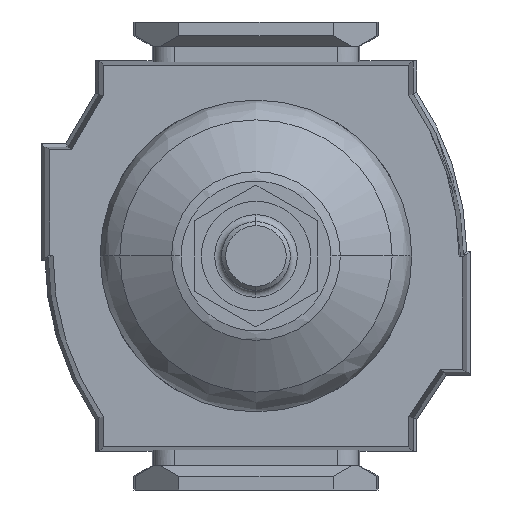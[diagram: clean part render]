
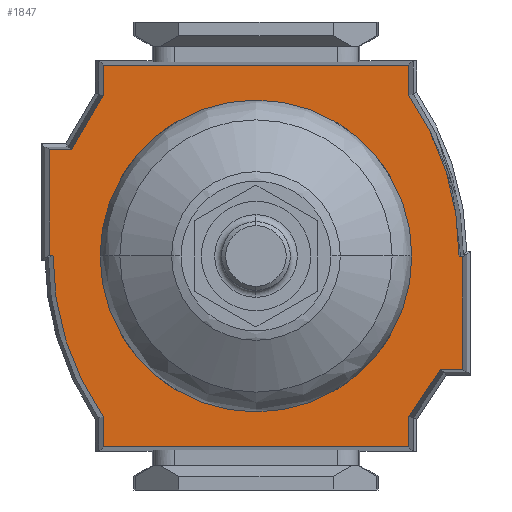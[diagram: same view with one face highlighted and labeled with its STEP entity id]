
A CAD part, front view. The second image highlights one B-rep face of the part: STEP entity #1847.
In plain terms, the highlighted planar face has unit normal (0, -1, 0).
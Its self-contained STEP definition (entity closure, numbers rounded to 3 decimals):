
#12 = VECTOR ( 'NONE', #5495, 1000. ) ;
#13 = DIRECTION ( 'NONE',  ( 0.831, 0., -0.557 ) ) ;
#19 = VECTOR ( 'NONE', #9703, 1000. ) ;
#183 = ORIENTED_EDGE ( 'NONE', *, *, #9453, .F. ) ;
#218 = DIRECTION ( 'NONE',  ( -1., 0., 0. ) ) ;
#236 = EDGE_CURVE ( 'NONE', #6954, #3372, #3958, .T. ) ;
#309 = CARTESIAN_POINT ( 'NONE',  ( 0.1, -38.5, 29.5 ) ) ;
#801 = DIRECTION ( 'NONE',  ( 0., 0., -1. ) ) ;
#818 = CARTESIAN_POINT ( 'NONE',  ( -15.5, -38.5, -30. ) ) ;
#872 = ORIENTED_EDGE ( 'NONE', *, *, #9548, .F. ) ;
#892 = CARTESIAN_POINT ( 'NONE',  ( 16.5, -38.5, 30.005 ) ) ;
#985 = CARTESIAN_POINT ( 'NONE',  ( -0.1, -38.5, -30. ) ) ;
#1026 = CARTESIAN_POINT ( 'NONE',  ( 16.5, -38.5, 30.005 ) ) ;
#1071 = VERTEX_POINT ( 'NONE', #8425 ) ;
#1135 = DIRECTION ( 'NONE',  ( 0., 0., 1. ) ) ;
#1199 = VERTEX_POINT ( 'NONE', #985 ) ;
#1228 = EDGE_CURVE ( 'NONE', #7129, #10467, #5215, .T. ) ;
#1246 = LINE ( 'NONE', #5939, #6243 ) ;
#1322 = LINE ( 'NONE', #2051, #12 ) ;
#1394 = LINE ( 'NONE', #4471, #8127 ) ;
#1415 = VECTOR ( 'NONE', #5764, 1000. ) ;
#1439 = AXIS2_PLACEMENT_3D ( 'NONE', #8333, #6089, #1135 ) ;
#1497 = VECTOR ( 'NONE', #4523, 1000. ) ;
#1707 = ORIENTED_EDGE ( 'NONE', *, *, #1767, .F. ) ;
#1767 = EDGE_CURVE ( 'NONE', #5470, #8658, #9613, .T. ) ;
#1847 = ADVANCED_FACE ( 'NONE', ( #8171 ), #8225, .T. ) ;
#1897 = ORIENTED_EDGE ( 'NONE', *, *, #1228, .F. ) ;
#1912 = LINE ( 'NONE', #8480, #5330 ) ;
#1942 = ORIENTED_EDGE ( 'NONE', *, *, #236, .F. ) ;
#1957 = CARTESIAN_POINT ( 'NONE',  ( 0., -38.5, -11.6 ) ) ;
#1969 = EDGE_CURVE ( 'NONE', #7785, #6954, #1246, .T. ) ;
#2051 = CARTESIAN_POINT ( 'NONE',  ( -0.1, -38.5, -30. ) ) ;
#2097 = CARTESIAN_POINT ( 'NONE',  ( 0., -38.5, 29.5 ) ) ;
#2307 = CARTESIAN_POINT ( 'NONE',  ( -15.502, -38.5, -26.799 ) ) ;
#2545 = VERTEX_POINT ( 'NONE', #8913 ) ;
#2548 = LINE ( 'NONE', #9789, #1415 ) ;
#2605 = DIRECTION ( 'NONE',  ( 1., 0., 0. ) ) ;
#2686 = VECTOR ( 'NONE', #9322, 1000. ) ;
#2703 = EDGE_CURVE ( 'NONE', #9666, #4741, #3514, .T. ) ;
#2705 = DIRECTION ( 'NONE',  ( 0., 1., 0. ) ) ;
#2726 = DIRECTION ( 'NONE',  ( 0., 0., 1. ) ) ;
#2729 = LINE ( 'NONE', #5689, #8277 ) ;
#2760 = VERTEX_POINT ( 'NONE', #4362 ) ;
#2804 = CARTESIAN_POINT ( 'NONE',  ( 0., -38.5, -11.6 ) ) ;
#2837 = ORIENTED_EDGE ( 'NONE', *, *, #7528, .F. ) ;
#2895 = DIRECTION ( 'NONE',  ( 1., 0., 0. ) ) ;
#3039 = EDGE_CURVE ( 'NONE', #4784, #7129, #6777, .T. ) ;
#3046 = LINE ( 'NONE', #6287, #1497 ) ;
#3169 = ORIENTED_EDGE ( 'NONE', *, *, #10248, .F. ) ;
#3174 = CARTESIAN_POINT ( 'NONE',  ( 27.75, -38.5, -22.2 ) ) ;
#3372 = VERTEX_POINT ( 'NONE', #3174 ) ;
#3471 = DIRECTION ( 'NONE',  ( 0., 1., 0. ) ) ;
#3473 = DIRECTION ( 'NONE',  ( 0., 0., -1. ) ) ;
#3514 = LINE ( 'NONE', #1026, #2686 ) ;
#3709 = ORIENTED_EDGE ( 'NONE', *, *, #5312, .F. ) ;
#3812 = CIRCLE ( 'NONE', #1439, 41.1 ) ;
#3958 = LINE ( 'NONE', #5518, #4674 ) ;
#4070 = CARTESIAN_POINT ( 'NONE',  ( -27.75, -38.5, 22.2 ) ) ;
#4128 = CARTESIAN_POINT ( 'NONE',  ( 23.362, -38.5, 22.2 ) ) ;
#4175 = CARTESIAN_POINT ( 'NONE',  ( -28.86, -38.5, 31.2 ) ) ;
#4254 = EDGE_LOOP ( 'NONE', ( #4542, #8281, #1707, #3709, #8387, #2837, #3169, #1942, #4732, #5986, #10224, #9587, #872, #1897, #5521, #183, #4300 ) ) ;
#4282 = LINE ( 'NONE', #5790, #5062 ) ;
#4300 = ORIENTED_EDGE ( 'NONE', *, *, #6138, .F. ) ;
#4362 = CARTESIAN_POINT ( 'NONE',  ( 16.5, -38.5, 26.8 ) ) ;
#4471 = CARTESIAN_POINT ( 'NONE',  ( -23.35, -38.5, -22.2 ) ) ;
#4502 = EDGE_CURVE ( 'NONE', #1071, #1199, #1322, .T. ) ;
#4523 = DIRECTION ( 'NONE',  ( 0., 0., 1. ) ) ;
#4542 = ORIENTED_EDGE ( 'NONE', *, *, #6429, .F. ) ;
#4674 = VECTOR ( 'NONE', #801, 1000. ) ;
#4732 = ORIENTED_EDGE ( 'NONE', *, *, #1969, .F. ) ;
#4741 = VERTEX_POINT ( 'NONE', #892 ) ;
#4769 = VERTEX_POINT ( 'NONE', #5104 ) ;
#4784 = VERTEX_POINT ( 'NONE', #9396 ) ;
#5045 = EDGE_CURVE ( 'NONE', #4741, #2760, #5244, .T. ) ;
#5060 = AXIS2_PLACEMENT_3D ( 'NONE', #4175, #6730, #7423 ) ;
#5062 = VECTOR ( 'NONE', #218, 1000. ) ;
#5104 = CARTESIAN_POINT ( 'NONE',  ( 23.383, -38.5, -22.2 ) ) ;
#5141 = VERTEX_POINT ( 'NONE', #8378 ) ;
#5215 = CIRCLE ( 'NONE', #8438, 41.1 ) ;
#5244 = LINE ( 'NONE', #6084, #8734 ) ;
#5248 = CARTESIAN_POINT ( 'NONE',  ( -15.502, -38.5, -26.799 ) ) ;
#5312 = EDGE_CURVE ( 'NONE', #1199, #5470, #2548, .T. ) ;
#5330 = VECTOR ( 'NONE', #8376, 1000. ) ;
#5425 = VECTOR ( 'NONE', #2605, 1000. ) ;
#5470 = VERTEX_POINT ( 'NONE', #818 ) ;
#5495 = DIRECTION ( 'NONE',  ( 0., 0., -1. ) ) ;
#5518 = CARTESIAN_POINT ( 'NONE',  ( 27.75, -38.5, -22.2 ) ) ;
#5521 = ORIENTED_EDGE ( 'NONE', *, *, #3039, .F. ) ;
#5594 = DIRECTION ( 'NONE',  ( 0., 0., 1. ) ) ;
#5689 = CARTESIAN_POINT ( 'NONE',  ( 23.362, -38.5, 22.2 ) ) ;
#5764 = DIRECTION ( 'NONE',  ( -1., 0., 0. ) ) ;
#5790 = CARTESIAN_POINT ( 'NONE',  ( 23.383, -38.5, -22.2 ) ) ;
#5939 = CARTESIAN_POINT ( 'NONE',  ( 27.75, -38.5, 22.2 ) ) ;
#5986 = ORIENTED_EDGE ( 'NONE', *, *, #8571, .F. ) ;
#6084 = CARTESIAN_POINT ( 'NONE',  ( 16.5, -38.5, 26.8 ) ) ;
#6089 = DIRECTION ( 'NONE',  ( 0., 1., 0. ) ) ;
#6138 = EDGE_CURVE ( 'NONE', #2545, #10536, #6472, .T. ) ;
#6243 = VECTOR ( 'NONE', #2895, 1000. ) ;
#6287 = CARTESIAN_POINT ( 'NONE',  ( 0.1, -38.5, 30. ) ) ;
#6429 = EDGE_CURVE ( 'NONE', #5141, #2545, #1912, .T. ) ;
#6472 = LINE ( 'NONE', #4070, #19 ) ;
#6488 = CARTESIAN_POINT ( 'NONE',  ( 27.75, -38.5, 22.2 ) ) ;
#6730 = DIRECTION ( 'NONE',  ( 0., -1., 0. ) ) ;
#6777 = CIRCLE ( 'NONE', #9328, 41.1 ) ;
#6954 = VERTEX_POINT ( 'NONE', #6488 ) ;
#7029 = CARTESIAN_POINT ( 'NONE',  ( -27.75, -38.5, 22.2 ) ) ;
#7076 = CARTESIAN_POINT ( 'NONE',  ( 0.1, -38.5, 30. ) ) ;
#7129 = VERTEX_POINT ( 'NONE', #2097 ) ;
#7423 = DIRECTION ( 'NONE',  ( 0., 0., -1. ) ) ;
#7528 = EDGE_CURVE ( 'NONE', #4769, #1071, #3812, .T. ) ;
#7785 = VERTEX_POINT ( 'NONE', #4128 ) ;
#8127 = VECTOR ( 'NONE', #9384, 1000. ) ;
#8171 = FACE_OUTER_BOUND ( 'NONE', #4254, .T. ) ;
#8225 = PLANE ( 'NONE',  #5060 ) ;
#8277 = VECTOR ( 'NONE', #13, 1000. ) ;
#8281 = ORIENTED_EDGE ( 'NONE', *, *, #9476, .F. ) ;
#8333 = CARTESIAN_POINT ( 'NONE',  ( 0., -38.5, 11.6 ) ) ;
#8376 = DIRECTION ( 'NONE',  ( -1., 0., 0. ) ) ;
#8378 = CARTESIAN_POINT ( 'NONE',  ( -23.35, -38.5, -22.2 ) ) ;
#8387 = ORIENTED_EDGE ( 'NONE', *, *, #4502, .F. ) ;
#8425 = CARTESIAN_POINT ( 'NONE',  ( -0.1, -38.5, -29.5 ) ) ;
#8438 = AXIS2_PLACEMENT_3D ( 'NONE', #1957, #3471, #2726 ) ;
#8460 = DIRECTION ( 'NONE',  ( 0., 0., 1. ) ) ;
#8480 = CARTESIAN_POINT ( 'NONE',  ( -27.75, -38.5, -22.2 ) ) ;
#8571 = EDGE_CURVE ( 'NONE', #2760, #7785, #2729, .T. ) ;
#8658 = VERTEX_POINT ( 'NONE', #5248 ) ;
#8734 = VECTOR ( 'NONE', #3473, 1000. ) ;
#8913 = CARTESIAN_POINT ( 'NONE',  ( -27.75, -38.5, -22.2 ) ) ;
#9078 = LINE ( 'NONE', #9910, #5425 ) ;
#9322 = DIRECTION ( 'NONE',  ( 1., 0., 0. ) ) ;
#9328 = AXIS2_PLACEMENT_3D ( 'NONE', #2804, #2705, #8460 ) ;
#9384 = DIRECTION ( 'NONE',  ( -0.863, 0., 0.506 ) ) ;
#9396 = CARTESIAN_POINT ( 'NONE',  ( -23.381, -38.5, 22.202 ) ) ;
#9453 = EDGE_CURVE ( 'NONE', #10536, #4784, #9078, .T. ) ;
#9476 = EDGE_CURVE ( 'NONE', #8658, #5141, #1394, .T. ) ;
#9548 = EDGE_CURVE ( 'NONE', #10467, #9666, #3046, .T. ) ;
#9587 = ORIENTED_EDGE ( 'NONE', *, *, #2703, .F. ) ;
#9613 = LINE ( 'NONE', #2307, #10480 ) ;
#9666 = VERTEX_POINT ( 'NONE', #7076 ) ;
#9703 = DIRECTION ( 'NONE',  ( 0., 0., 1. ) ) ;
#9789 = CARTESIAN_POINT ( 'NONE',  ( -15.5, -38.5, -30. ) ) ;
#9910 = CARTESIAN_POINT ( 'NONE',  ( -23.381, -38.5, 22.202 ) ) ;
#10224 = ORIENTED_EDGE ( 'NONE', *, *, #5045, .F. ) ;
#10248 = EDGE_CURVE ( 'NONE', #3372, #4769, #4282, .T. ) ;
#10467 = VERTEX_POINT ( 'NONE', #309 ) ;
#10480 = VECTOR ( 'NONE', #5594, 1000. ) ;
#10536 = VERTEX_POINT ( 'NONE', #7029 ) ;
